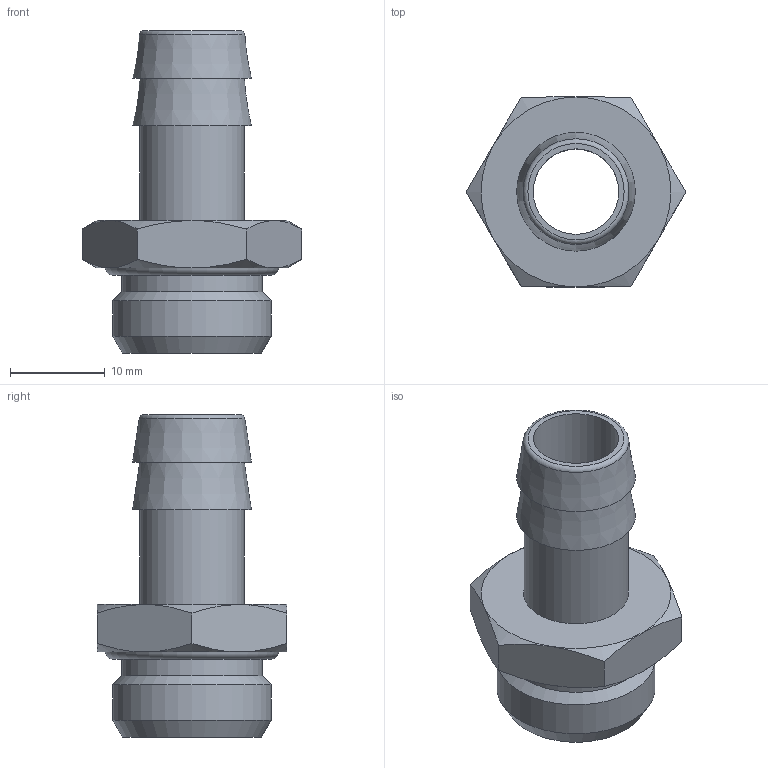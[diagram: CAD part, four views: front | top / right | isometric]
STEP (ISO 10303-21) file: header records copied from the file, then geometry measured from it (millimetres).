
FILE_DESCRIPTION(( 'RA.30A12.38.STP' ), '1');
FILE_NAME( 'RA.30A12.38.STP', '2018-11-09T15:47:43',( 'Sopra'),('sopra-pneumatic.com'), 'SwSTEP 2.0','SolidWorks 2009','' );
FILE_SCHEMA (('AUTOMOTIVE_DESIGN { 1 0 10303 214 1 1 1 1 }'));
Length unit declared in the file: millimetre
Products named in the file (3): Root; OR 14X1.78; 30491
Assembly tree (2 placements, depth 2):
  Root
    OR 14X1.78
    30491
Bounding box: 23.09 x 20 x 34 mm (x, y, z)
Volume: 3026.6 mm3; surface area: 3493.9 mm2
Topology: 2 solids, 2 shells, 41 faces, 85 edges, 51 vertices
Faces by surface type: cone 19, plane 13, cylinder 5, torus 4
Full cylindrical faces by diameter (mm): 9 x1, 11 x2, 14.75 x1, 16.662 x1
Entity records: 1660 total; most frequent: DIRECTION 210, CARTESIAN_POINT 153, PRESENTATION_STYLE_ASSIGNMENT 128, COLOUR_RGB 128, DRAUGHTING_PRE_DEFINED_CURVE_FONT 126, CURVE_STYLE 126, OVER_RIDING_STYLED_ITEM 126, ORIENTED_EDGE 126
